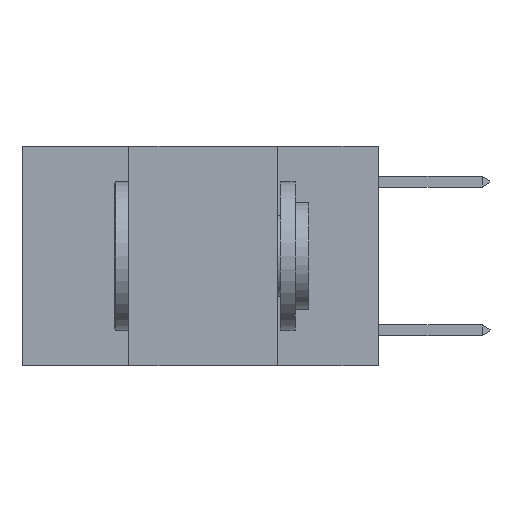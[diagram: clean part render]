
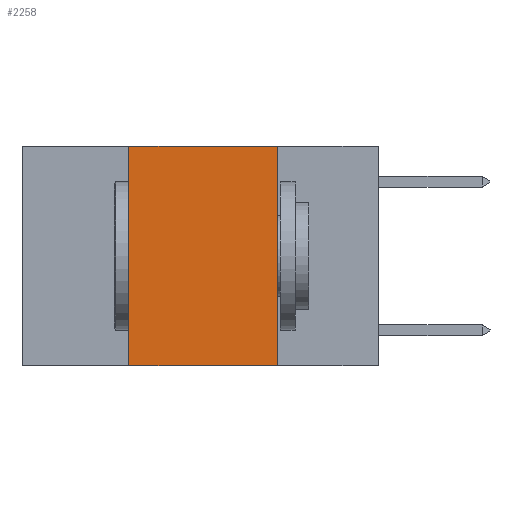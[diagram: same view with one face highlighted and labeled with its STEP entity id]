
A CAD part, left-side view. The second image highlights one B-rep face of the part: STEP entity #2258.
In plain terms, the highlighted planar face has unit normal (-1, 0, 0).
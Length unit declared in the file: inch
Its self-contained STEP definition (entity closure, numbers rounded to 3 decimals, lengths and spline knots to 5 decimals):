
#271 = LINE ( 'NONE', #885, #13602 ) ;
#552 = PLANE ( 'NONE',  #10853 ) ;
#591 = VECTOR ( 'NONE', #14105, 39.37008 ) ;
#885 = CARTESIAN_POINT ( 'NONE',  ( 0., 0.6, 0. ) ) ;
#1100 = ORIENTED_EDGE ( 'NONE', *, *, #12511, .F. ) ;
#1152 = LINE ( 'NONE', #3916, #11119 ) ;
#2258 = ADVANCED_FACE ( 'NONE', ( #11063 ), #552, .F. ) ;
#2850 = CARTESIAN_POINT ( 'NONE',  ( 0., 0.42, 0. ) ) ;
#3355 = CARTESIAN_POINT ( 'NONE',  ( 0., 0.42, 0. ) ) ;
#3916 = CARTESIAN_POINT ( 'NONE',  ( 0., 0.17, 0. ) ) ;
#5341 = CARTESIAN_POINT ( 'NONE',  ( 0., 0.6, -0.37 ) ) ;
#6044 = DIRECTION ( 'NONE',  ( 1., 0., 0. ) ) ;
#7293 = ORIENTED_EDGE ( 'NONE', *, *, #15285, .F. ) ;
#8358 = ORIENTED_EDGE ( 'NONE', *, *, #13321, .F. ) ;
#8730 = CARTESIAN_POINT ( 'NONE',  ( 0., 0.6, 0. ) ) ;
#8983 = ORIENTED_EDGE ( 'NONE', *, *, #9191, .T. ) ;
#9191 = EDGE_CURVE ( 'NONE', #15772, #11862, #13872, .T. ) ;
#10046 = DIRECTION ( 'NONE',  ( 0., -1., 0. ) ) ;
#10853 = AXIS2_PLACEMENT_3D ( 'NONE', #8730, #6044, #15383 ) ;
#11063 = FACE_OUTER_BOUND ( 'NONE', #12175, .T. ) ;
#11119 = VECTOR ( 'NONE', #11603, 39.37008 ) ;
#11603 = DIRECTION ( 'NONE',  ( 0., 0., -1. ) ) ;
#11862 = VERTEX_POINT ( 'NONE', #14526 ) ;
#12094 = CARTESIAN_POINT ( 'NONE',  ( 0., 0.17, 0. ) ) ;
#12107 = LINE ( 'NONE', #3355, #15281 ) ;
#12175 = EDGE_LOOP ( 'NONE', ( #8358, #7293, #1100, #8983 ) ) ;
#12353 = DIRECTION ( 'NONE',  ( 0., 0., 1. ) ) ;
#12511 = EDGE_CURVE ( 'NONE', #15772, #14564, #12107, .T. ) ;
#13040 = CARTESIAN_POINT ( 'NONE',  ( 0., 0.42, -0.37 ) ) ;
#13321 = EDGE_CURVE ( 'NONE', #16070, #11862, #1152, .T. ) ;
#13602 = VECTOR ( 'NONE', #10046, 39.37008 ) ;
#13872 = LINE ( 'NONE', #5341, #591 ) ;
#14105 = DIRECTION ( 'NONE',  ( 0., -1., 0. ) ) ;
#14526 = CARTESIAN_POINT ( 'NONE',  ( 0., 0.17, -0.37 ) ) ;
#14564 = VERTEX_POINT ( 'NONE', #2850 ) ;
#15281 = VECTOR ( 'NONE', #12353, 39.37008 ) ;
#15285 = EDGE_CURVE ( 'NONE', #14564, #16070, #271, .T. ) ;
#15383 = DIRECTION ( 'NONE',  ( 0., 0., -1. ) ) ;
#15772 = VERTEX_POINT ( 'NONE', #13040 ) ;
#16070 = VERTEX_POINT ( 'NONE', #12094 ) ;
